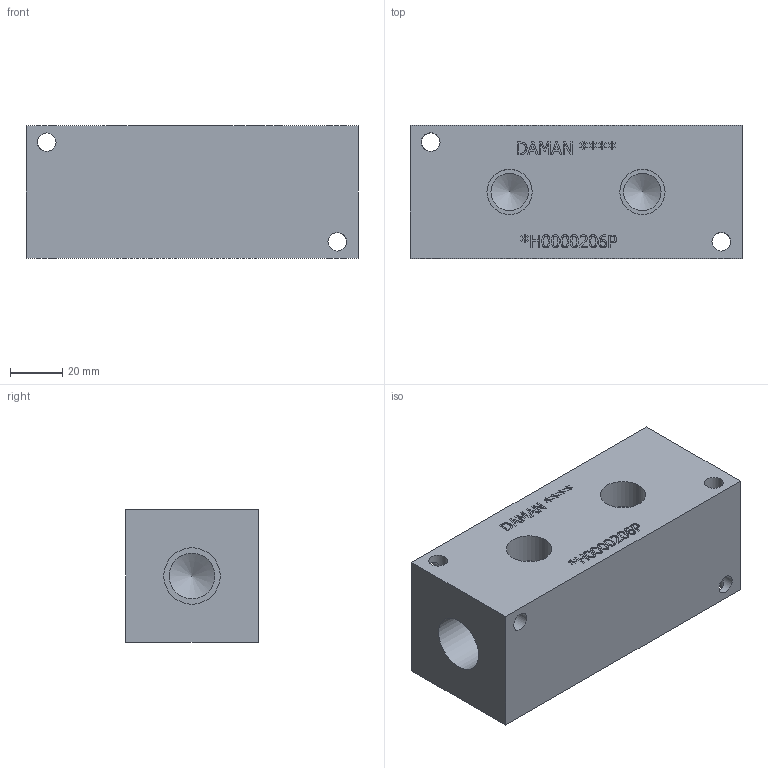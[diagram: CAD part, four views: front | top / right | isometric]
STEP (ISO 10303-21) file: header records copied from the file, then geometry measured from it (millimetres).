
FILE_DESCRIPTION(/* description */ (''),/* implementation_level */ '2;1');
FILE_NAME(/* name */ '_H0000206P.stp',/* time_stamp */ '2022-09-06T07:50:28-04:00',/* author */ ('bobbyh'),/* organization */ (''),/* preprocessor_version */ 'ST-DEVELOPER v18',/* originating_system */ 'Autodesk Inventor 2020',/* authorisation */ '');
FILE_SCHEMA (('AUTOMOTIVE_DESIGN { 1 0 10303 214 3 1 1 }'));
Length unit declared in the file: millimetre
Products named in the file (1): Part_+H0000206P_3D
Bounding box: 127 x 50.8 x 50.8 mm (x, y, z)
Volume: 301701.5 mm3; surface area: 38390.2 mm2
Topology: 1 solids, 1 shells, 334 faces, 909 edges, 606 vertices
Faces by surface type: plane 208, bspline 106, cylinder 16, cone 4
Full cylindrical faces by diameter (mm): 7.137 x8, 14.3 x2, 17.297 x2, 17.475 x2, 21.59 x2
Entity records: 11339 total; most frequent: CARTESIAN_POINT 3224, ORIENTED_EDGE 1810, DIRECTION 1199, EDGE_CURVE 905, LINE 645, VECTOR 645, VERTEX_POINT 606, EDGE_LOOP 379
